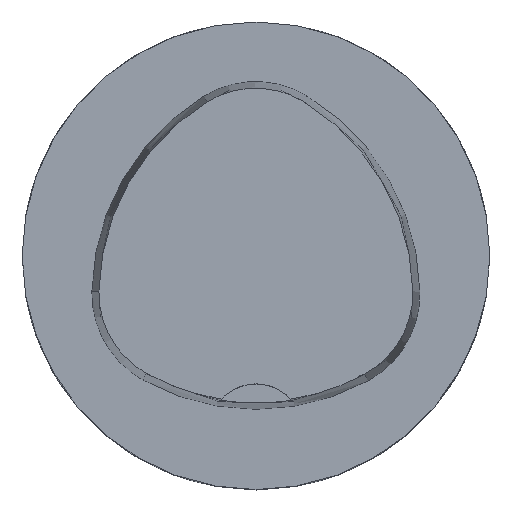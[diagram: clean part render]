
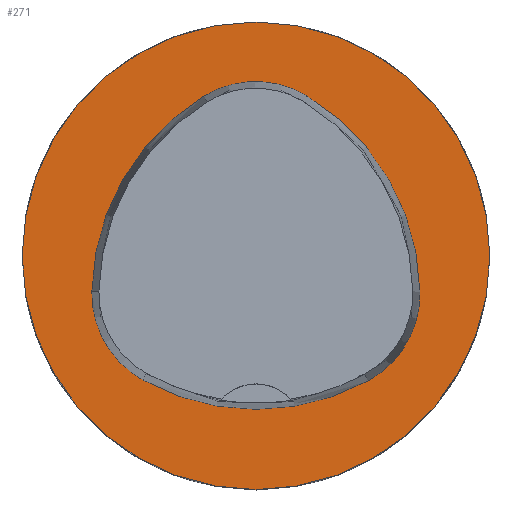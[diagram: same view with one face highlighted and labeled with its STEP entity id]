
A CAD part, top view. The second image highlights one B-rep face of the part: STEP entity #271.
In plain terms, the highlighted planar face has unit normal (0, 0, 1).
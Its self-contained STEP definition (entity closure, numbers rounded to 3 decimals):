
#271=ADVANCED_FACE('',(#524,#525),#328,.T.);
#328=PLANE('',#1481);
#524=FACE_BOUND('',#586,.T.);
#525=FACE_BOUND('',#587,.T.);
#586=EDGE_LOOP('',(#811,#812,#813,#814,#815,#816));
#587=EDGE_LOOP('',(#817));
#811=ORIENTED_EDGE('',*,*,#1215,.T.);
#812=ORIENTED_EDGE('',*,*,#1195,.T.);
#813=ORIENTED_EDGE('',*,*,#1199,.T.);
#814=ORIENTED_EDGE('',*,*,#1202,.T.);
#815=ORIENTED_EDGE('',*,*,#1205,.T.);
#816=ORIENTED_EDGE('',*,*,#1213,.T.);
#817=ORIENTED_EDGE('',*,*,#1218,.F.);
#1056=VERTEX_POINT('',#2257);
#1057=VERTEX_POINT('',#2258);
#1060=VERTEX_POINT('',#2266);
#1062=VERTEX_POINT('',#2272);
#1064=VERTEX_POINT('',#2278);
#1071=VERTEX_POINT('',#2299);
#1072=VERTEX_POINT('',#2309);
#1195=EDGE_CURVE('',#1056,#1057,#1302,.T.);
#1199=EDGE_CURVE('',#1057,#1060,#1304,.T.);
#1202=EDGE_CURVE('',#1060,#1062,#1306,.T.);
#1205=EDGE_CURVE('',#1062,#1064,#1308,.T.);
#1213=EDGE_CURVE('',#1064,#1071,#1312,.T.);
#1215=EDGE_CURVE('',#1071,#1056,#1314,.T.);
#1218=EDGE_CURVE('',#1072,#1072,#1317,.T.);
#1302=CIRCLE('',#1458,20.);
#1304=CIRCLE('',#1461,8.5);
#1306=CIRCLE('',#1464,20.);
#1308=CIRCLE('',#1467,8.5);
#1312=CIRCLE('',#1472,20.);
#1314=CIRCLE('',#1475,8.5);
#1317=CIRCLE('',#1480,20.);
#1458=AXIS2_PLACEMENT_3D('',#2256,#1724,#1725);
#1461=AXIS2_PLACEMENT_3D('',#2265,#1732,#1733);
#1464=AXIS2_PLACEMENT_3D('',#2271,#1739,#1740);
#1467=AXIS2_PLACEMENT_3D('',#2277,#1746,#1747);
#1472=AXIS2_PLACEMENT_3D('',#2300,#1758,#1759);
#1475=AXIS2_PLACEMENT_3D('',#2303,#1764,#1765);
#1480=AXIS2_PLACEMENT_3D('',#2308,#1774,#1775);
#1481=AXIS2_PLACEMENT_3D('',#2310,#1776,#1777);
#1724=DIRECTION('',(0.,0.,-1.));
#1725=DIRECTION('',(-1.,0.,0.));
#1732=DIRECTION('',(0.,0.,-1.));
#1733=DIRECTION('',(-1.,0.,0.));
#1739=DIRECTION('',(0.,0.,-1.));
#1740=DIRECTION('',(-1.,0.,0.));
#1746=DIRECTION('',(0.,0.,-1.));
#1747=DIRECTION('',(-1.,0.,0.));
#1758=DIRECTION('',(0.,0.,-1.));
#1759=DIRECTION('',(-1.,0.,0.));
#1764=DIRECTION('',(0.,0.,-1.));
#1765=DIRECTION('',(-1.,0.,0.));
#1774=DIRECTION('',(0.,0.,-1.));
#1775=DIRECTION('',(-1.,0.,0.));
#1776=DIRECTION('',(0.,0.,1.));
#1777=DIRECTION('',(1.,0.,0.));
#2256=CARTESIAN_POINT('',(5.955,-3.414,0.));
#2257=CARTESIAN_POINT('',(-14.041,-3.042,0.));
#2258=CARTESIAN_POINT('',(-4.472,13.653,0.));
#2265=CARTESIAN_POINT('',(-0.04,6.4,0.));
#2266=CARTESIAN_POINT('',(4.347,13.68,0.));
#2271=CARTESIAN_POINT('',(-5.976,-3.45,0.));
#2272=CARTESIAN_POINT('',(14.021,-3.075,0.));
#2277=CARTESIAN_POINT('',(5.522,-3.235,0.));
#2278=CARTESIAN_POINT('',(9.588,-10.699,0.));
#2299=CARTESIAN_POINT('',(-9.655,-10.639,0.));
#2300=CARTESIAN_POINT('',(0.022,6.864,0.));
#2303=CARTESIAN_POINT('',(-5.543,-3.2,0.));
#2308=CARTESIAN_POINT('',(0.,0.,0.));
#2309=CARTESIAN_POINT('',(-20.,0.,0.));
#2310=CARTESIAN_POINT('',(0.,0.,0.));
